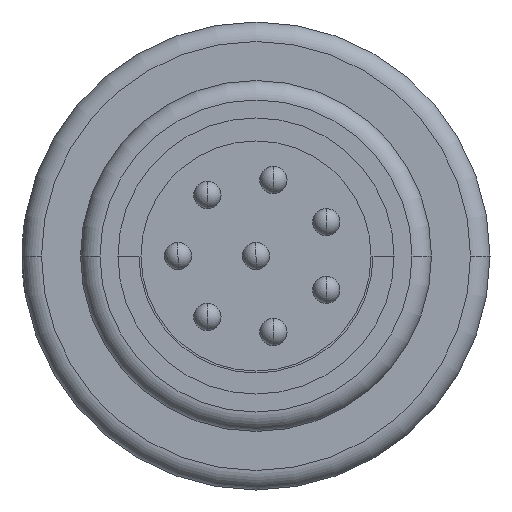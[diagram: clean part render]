
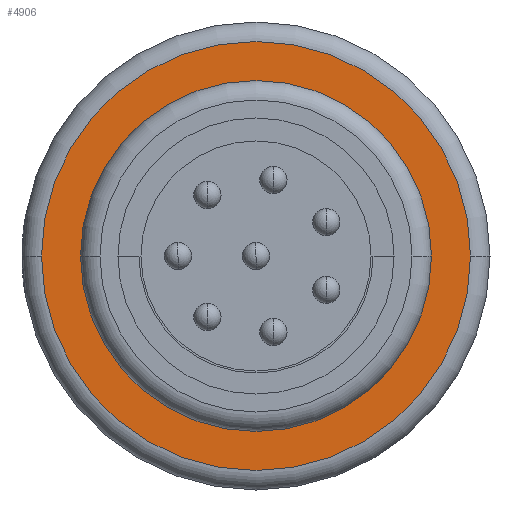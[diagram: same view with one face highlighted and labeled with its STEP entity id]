
A CAD part, left-side view. The second image highlights one B-rep face of the part: STEP entity #4906.
In plain terms, the highlighted planar face has unit normal (-1, 0, 0).
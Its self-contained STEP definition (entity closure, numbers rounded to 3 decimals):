
#1167=CARTESIAN_POINT('',(-2.4,0.,0.));
#1168=DIRECTION('',(-1.,0.,0.));
#1169=DIRECTION('',(0.,-1.,0.));
#1170=AXIS2_PLACEMENT_3D('',#1167,#1168,#1169);
#1175=CARTESIAN_POINT('',(-2.4,0.,0.));
#1176=DIRECTION('',(-1.,0.,0.));
#1177=DIRECTION('',(0.,1.,0.));
#1178=AXIS2_PLACEMENT_3D('',#1175,#1176,#1177);
#1191=CARTESIAN_POINT('',(-2.4,0.,0.));
#1192=DIRECTION('',(1.,0.,0.));
#1193=DIRECTION('',(0.,1.,0.));
#1194=AXIS2_PLACEMENT_3D('',#1191,#1192,#1193);
#1906=CARTESIAN_POINT('',(-2.4,0.,0.));
#1907=DIRECTION('',(-1.,0.,0.));
#1908=DIRECTION('',(0.,1.,0.));
#1909=AXIS2_PLACEMENT_3D('',#1906,#1907,#1908);
#3679=CARTESIAN_POINT('',(-2.4,4.5,0.));
#3680=CARTESIAN_POINT('',(-2.4,-4.5,0.));
#3681=VERTEX_POINT('',#3679);
#3682=VERTEX_POINT('',#3680);
#3791=CARTESIAN_POINT('',(-2.4,-5.5,0.));
#3792=CARTESIAN_POINT('',(-2.4,5.5,0.));
#3793=VERTEX_POINT('',#3791);
#3794=VERTEX_POINT('',#3792);
#4890=CARTESIAN_POINT('',(-2.4,0.,0.));
#4891=DIRECTION('',(1.,0.,0.));
#4892=DIRECTION('',(0.,-1.,0.));
#4893=AXIS2_PLACEMENT_3D('',#4890,#4891,#4892);
#4894=PLANE('',#4893);
#4896=ORIENTED_EDGE('',*,*,#4895,.F.);
#4897=ORIENTED_EDGE('',*,*,#4880,.F.);
#4898=EDGE_LOOP('',(#4896,#4897));
#4899=FACE_OUTER_BOUND('',#4898,.F.);
#4901=ORIENTED_EDGE('',*,*,#4900,.F.);
#4903=ORIENTED_EDGE('',*,*,#4902,.T.);
#4904=EDGE_LOOP('',(#4901,#4903));
#4905=FACE_BOUND('',#4904,.F.);
#1171=CIRCLE('',#1170,5.5);
#1179=CIRCLE('',#1178,5.5);
#1195=CIRCLE('',#1194,4.5);
#1910=CIRCLE('',#1909,4.5);
#4880=EDGE_CURVE('',#3794,#3793,#1179,.T.);
#4895=EDGE_CURVE('',#3793,#3794,#1171,.T.);
#4900=EDGE_CURVE('',#3681,#3682,#1195,.T.);
#4902=EDGE_CURVE('',#3681,#3682,#1910,.T.);
#4906=ADVANCED_FACE('',(#4899,#4905),#4894,.F.);
